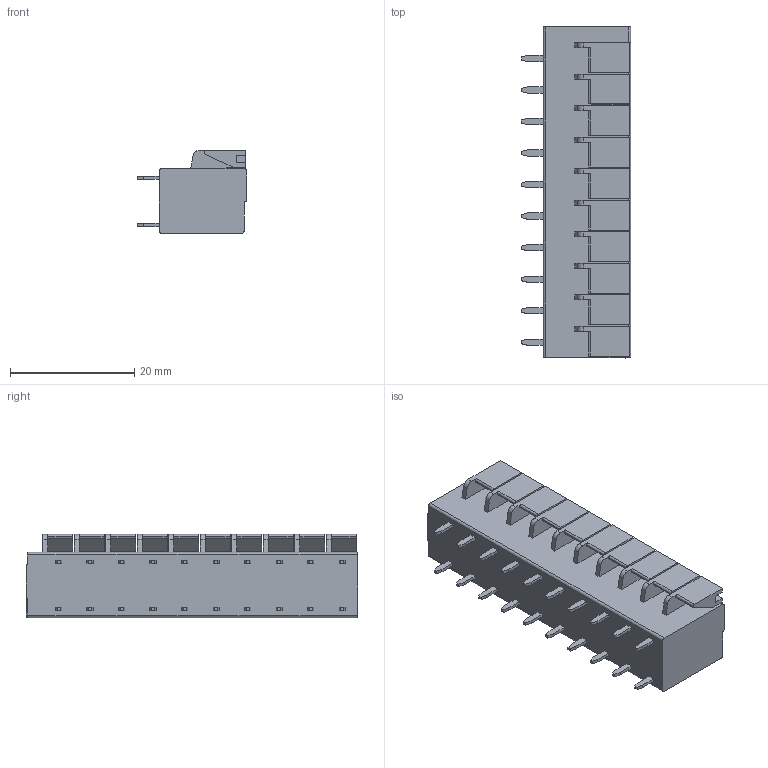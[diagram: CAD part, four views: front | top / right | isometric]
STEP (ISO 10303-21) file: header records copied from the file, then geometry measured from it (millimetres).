
FILE_DESCRIPTION((''),'2;1');
FILE_NAME('PRT0012','2020-06-08T',('P'),(''),'PRO/ENGINEER BY PARAMETRIC TECHNOLOGY CORPORATION, 2010280','PRO/ENGINEER BY PARAMETRIC TECHNOLOGY CORPORATION, 2010280','');
FILE_SCHEMA(('CONFIG_CONTROL_DESIGN'));
Length unit declared in the file: millimetre
Products named in the file (1): PRT0012
Bounding box: 17.6 x 53.5 x 13.4 mm (x, y, z)
Volume: 8291.9 mm3; surface area: 4669 mm2
Topology: 1 solids, 3 shells, 436 faces, 1236 edges, 855 vertices
Faces by surface type: plane 360, cylinder 50, cone 22, torus 4
Entity records: 14179 total; most frequent: CARTESIAN_POINT 2578, ORIENTED_EDGE 2472, DIRECTION 2250, EDGE_CURVE 1236, VECTOR 1070, LINE 1070, VERTEX_POINT 855, AXIS2_PLACEMENT_3D 590
